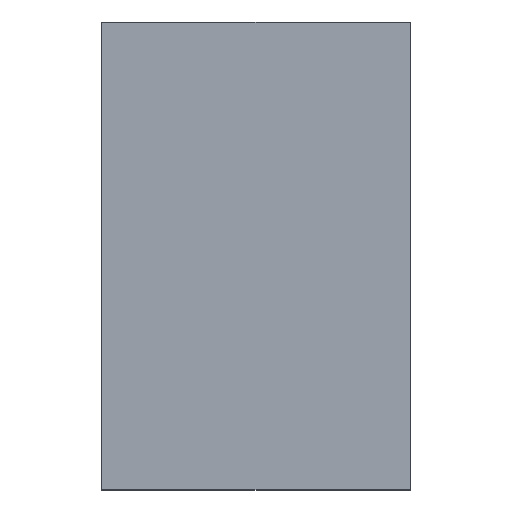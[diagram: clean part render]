
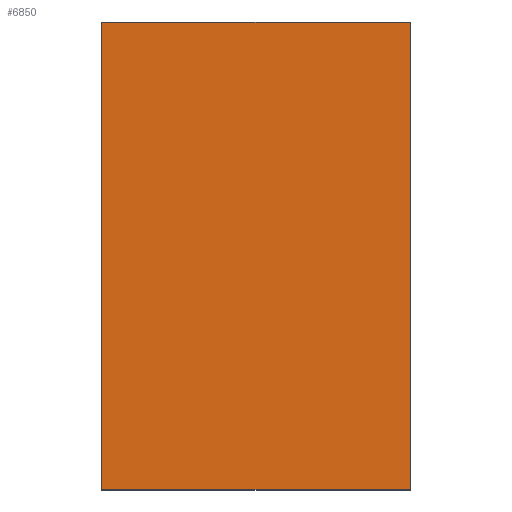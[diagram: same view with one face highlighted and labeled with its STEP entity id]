
A CAD part, top view. The second image highlights one B-rep face of the part: STEP entity #6850.
In plain terms, the highlighted face is planar.
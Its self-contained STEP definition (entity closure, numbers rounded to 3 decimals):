
#690=CARTESIAN_POINT('',(142.868,129.376,0.
));
#700=VERTEX_POINT('',#690);
#730=CARTESIAN_POINT('',(142.868,0.,0.));
#740=DIRECTION('',(0.,-1.,0.));
#750=VECTOR('',#740,1.);
#760=LINE('',#730,#750);
#770=CARTESIAN_POINT('',(142.868,122.476,0.
));
#780=VERTEX_POINT('',#770);
#790=EDGE_CURVE('',#700,#780,#760,.T.);
#2300=CARTESIAN_POINT('',(138.318,122.476,
0.));
#2310=VERTEX_POINT('',#2300);
#2340=CARTESIAN_POINT('',(138.318,0.,0.));
#2350=DIRECTION('',(0.,-1.,0.));
#2360=VECTOR('',#2350,1.);
#2370=LINE('',#2340,#2360);
#2380=CARTESIAN_POINT('',(138.318,129.376,
0.));
#2390=VERTEX_POINT('',#2380);
#2400=EDGE_CURVE('',#2390,#2310,#2370,.T.);
#6510=CARTESIAN_POINT('',(0.,129.376,0.));
#6520=DIRECTION('',(1.,0.,0.));
#6530=VECTOR('',#6520,1.);
#6540=LINE('',#6510,#6530);
#6550=EDGE_CURVE('',#2390,#700,#6540,.T.);
#6690=CARTESIAN_POINT('',(143.383,130.024,
0.));
#6700=DIRECTION('',(0.,0.,1.));
#6710=DIRECTION('',(0.,-1.,0.));
#6720=AXIS2_PLACEMENT_3D('',#6690,#6700,#6710);
#6730=PLANE('',#6720);
#6740=ORIENTED_EDGE('',*,*,#2400,.F.);
#6750=CARTESIAN_POINT('',(0.,122.476,0.));
#6760=DIRECTION('',(-1.,0.,0.));
#6770=VECTOR('',#6760,1.);
#6780=LINE('',#6750,#6770);
#6790=EDGE_CURVE('',#780,#2310,#6780,.T.);
#6800=ORIENTED_EDGE('',*,*,#6790,.T.);
#6810=ORIENTED_EDGE('',*,*,#790,.T.);
#6820=ORIENTED_EDGE('',*,*,#6550,.T.);
#6830=EDGE_LOOP('',(#6820,#6810,#6800,#6740));
#6840=FACE_OUTER_BOUND('',#6830,.T.);
#6850=ADVANCED_FACE('',(#6840),#6730,.F.);
